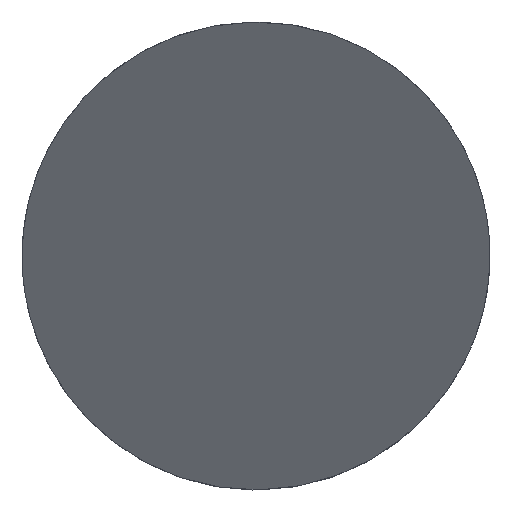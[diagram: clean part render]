
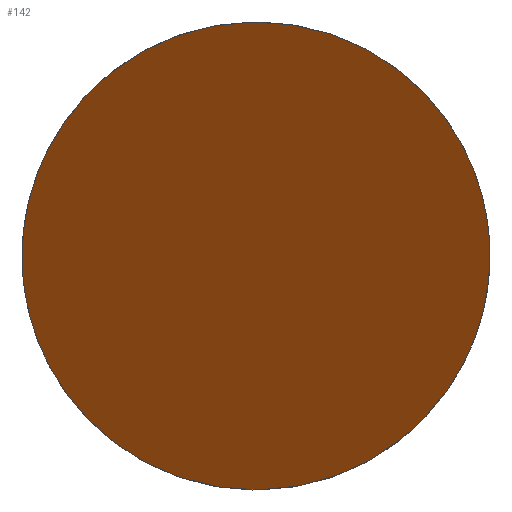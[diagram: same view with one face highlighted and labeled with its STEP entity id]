
A CAD part, top view. The second image highlights one B-rep face of the part: STEP entity #142.
In plain terms, the highlighted planar face has unit normal (-0.707, 0, 0.707).
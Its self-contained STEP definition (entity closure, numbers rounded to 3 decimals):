
#3 = ORIENTED_EDGE ( 'NONE', *, *, #95, .F. ) ;
#4 = DIRECTION ( 'NONE',  ( -0.707, 0., -0.707 ) ) ;
#5 = CARTESIAN_POINT ( 'NONE',  ( -6.25, 0., 13.198 ) ) ;
#10 = VERTEX_POINT ( 'NONE', #76 ) ;
#12 = DIRECTION ( 'NONE',  ( 0.707, 0., -0.707 ) ) ;
#15 = EDGE_CURVE ( 'NONE', #10, #124, #61, .T. ) ;
#16 = PLANE ( 'NONE',  #104 ) ;
#20 = CARTESIAN_POINT ( 'NONE',  ( -6.25, -12.5, 13.198 ) ) ;
#23 = FACE_OUTER_BOUND ( 'NONE', #51, .T. ) ;
#24 = CARTESIAN_POINT ( 'NONE',  ( 6.25, 0., 25.698 ) ) ;
#51 = EDGE_LOOP ( 'NONE', ( #3, #107 ) ) ;
#61 =( BOUNDED_CURVE ( )  B_SPLINE_CURVE ( 3, ( #92, #149, #20, #77 ),
 .UNSPECIFIED., .F., .T. ) 
 B_SPLINE_CURVE_WITH_KNOTS ( ( 4, 4 ),
 ( 3.142, 6.283 ),
 .UNSPECIFIED. ) 
 CURVE ( )  GEOMETRIC_REPRESENTATION_ITEM ( )  RATIONAL_B_SPLINE_CURVE ( ( 1., 0.333, 0.333, 1. ) ) 
 REPRESENTATION_ITEM ( '' )  );
#65 = CARTESIAN_POINT ( 'NONE',  ( 6.25, 12.5, 25.698 ) ) ;
#75 =( BOUNDED_CURVE ( )  B_SPLINE_CURVE ( 3, ( #131, #113, #65, #24 ),
 .UNSPECIFIED., .F., .T. ) 
 B_SPLINE_CURVE_WITH_KNOTS ( ( 4, 4 ),
 ( 0., 3.142 ),
 .UNSPECIFIED. ) 
 CURVE ( )  GEOMETRIC_REPRESENTATION_ITEM ( )  RATIONAL_B_SPLINE_CURVE ( ( 1., 0.333, 0.333, 1. ) ) 
 REPRESENTATION_ITEM ( '' )  );
#76 = CARTESIAN_POINT ( 'NONE',  ( 6.25, 0., 25.698 ) ) ;
#77 = CARTESIAN_POINT ( 'NONE',  ( -6.25, 0., 13.198 ) ) ;
#92 = CARTESIAN_POINT ( 'NONE',  ( 6.25, 0., 25.698 ) ) ;
#95 = EDGE_CURVE ( 'NONE', #124, #10, #75, .T. ) ;
#104 = AXIS2_PLACEMENT_3D ( 'NONE', #143, #12, #4 ) ;
#107 = ORIENTED_EDGE ( 'NONE', *, *, #15, .F. ) ;
#113 = CARTESIAN_POINT ( 'NONE',  ( -6.25, 12.5, 13.198 ) ) ;
#124 = VERTEX_POINT ( 'NONE', #5 ) ;
#131 = CARTESIAN_POINT ( 'NONE',  ( -6.25, 0., 13.198 ) ) ;
#142 = ADVANCED_FACE ( 'NONE', ( #23 ), #16, .F. ) ;
#143 = CARTESIAN_POINT ( 'NONE',  ( -40.085, -30.5, -20.637 ) ) ;
#149 = CARTESIAN_POINT ( 'NONE',  ( 6.25, -12.5, 25.698 ) ) ;
